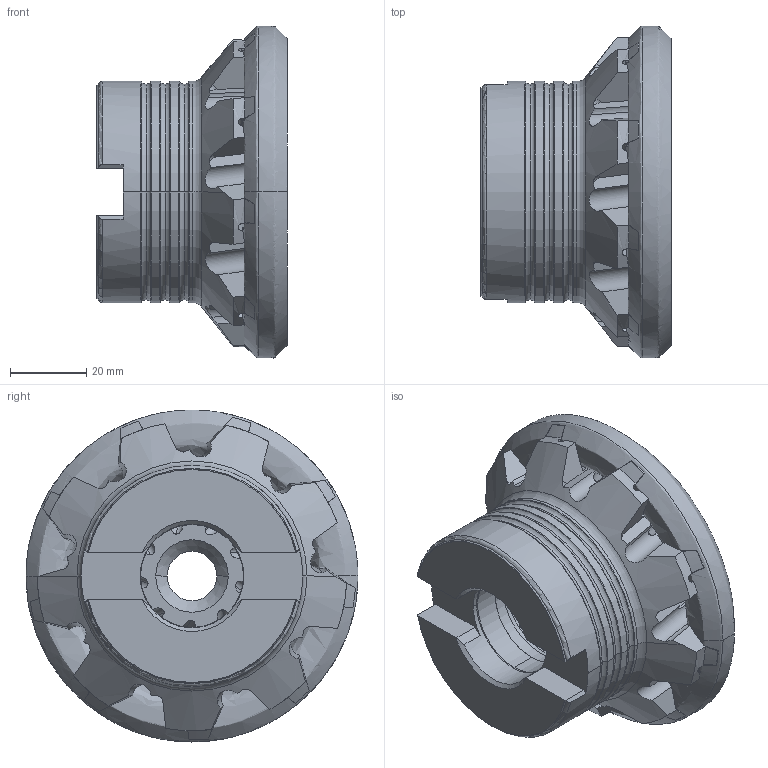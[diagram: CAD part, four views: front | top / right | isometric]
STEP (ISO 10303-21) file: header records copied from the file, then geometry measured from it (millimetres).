
FILE_DESCRIPTION (( 'STEP AP214' ), '1' );
FILE_NAME ('45PP-080-538-9.STEP', '2013-03-19T10:41:35', ( '' ), ( '' ), 'SwSTEP 2.0', 'SolidWorks 2013', '' );
FILE_SCHEMA (( 'AUTOMOTIVE_DESIGN' ));
Length unit declared in the file: millimetre
Products named in the file (1): 45PP-080-538-9
Bounding box: 50 x 87.02 x 87.03 mm (x, y, z)
Volume: 144633.3 mm3; surface area: 28665.3 mm2
Topology: 1 solids, 1 shells, 400 faces, 1252 edges, 810 vertices
Faces by surface type: cylinder 151, plane 137, torus 48, bspline 41, cone 23
Entity records: 18611 total; most frequent: CARTESIAN_POINT 8652, ORIENTED_EDGE 2504, DIRECTION 1619, EDGE_CURVE 1252, VERTEX_POINT 810, AXIS2_PLACEMENT_3D 632, B_SPLINE_CURVE_WITH_KNOTS 484, EDGE_LOOP 412
